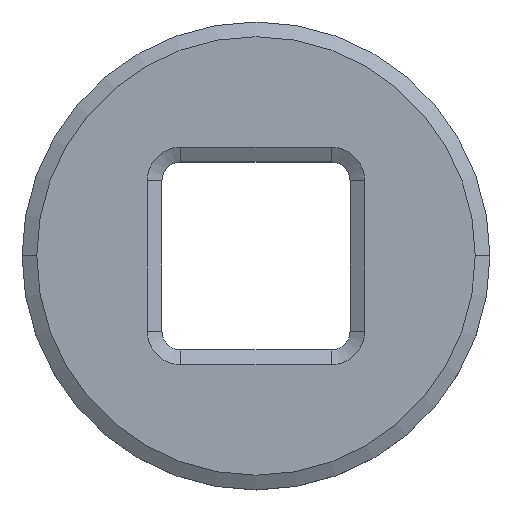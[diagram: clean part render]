
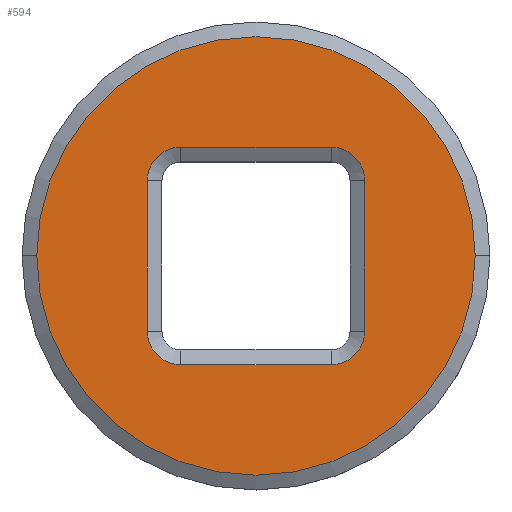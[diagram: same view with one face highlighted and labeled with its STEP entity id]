
A CAD part, top view. The second image highlights one B-rep face of the part: STEP entity #594.
In plain terms, the highlighted planar face has unit normal (0, 0, 1).
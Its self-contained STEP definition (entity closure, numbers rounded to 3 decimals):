
#48 = VERTEX_POINT ( 'NONE', #1153 ) ;
#73 = DIRECTION ( 'NONE',  ( 0., 0., 1. ) ) ;
#90 = VECTOR ( 'NONE', #865, 1000. ) ;
#92 = AXIS2_PLACEMENT_3D ( 'NONE', #952, #73, #320 ) ;
#94 = CIRCLE ( 'NONE', #1043, 1.135 ) ;
#114 = ORIENTED_EDGE ( 'NONE', *, *, #805, .T. ) ;
#137 = DIRECTION ( 'NONE',  ( -1., 0., 0. ) ) ;
#139 = DIRECTION ( 'NONE',  ( 0., 0., -1. ) ) ;
#150 = CARTESIAN_POINT ( 'NONE',  ( 0., 0., 2.294 ) ) ;
#174 = VERTEX_POINT ( 'NONE', #1275 ) ;
#175 = LINE ( 'NONE', #699, #858 ) ;
#188 = EDGE_CURVE ( 'NONE', #508, #354, #1402, .T. ) ;
#190 = EDGE_CURVE ( 'NONE', #252, #327, #620, .T. ) ;
#204 = CARTESIAN_POINT ( 'NONE',  ( -3.69, 0., 2.294 ) ) ;
#209 = CARTESIAN_POINT ( 'NONE',  ( 2.555, -3.69, 2.294 ) ) ;
#211 = DIRECTION ( 'NONE',  ( 0., 0., 1. ) ) ;
#218 = ORIENTED_EDGE ( 'NONE', *, *, #973, .T. ) ;
#221 = EDGE_CURVE ( 'NONE', #48, #508, #1506, .T. ) ;
#224 = VECTOR ( 'NONE', #1133, 1000. ) ;
#252 = VERTEX_POINT ( 'NONE', #512 ) ;
#285 = AXIS2_PLACEMENT_3D ( 'NONE', #1658, #1500, #590 ) ;
#311 = CIRCLE ( 'NONE', #285, 1.135 ) ;
#320 = DIRECTION ( 'NONE',  ( -1., 0., 0. ) ) ;
#327 = VERTEX_POINT ( 'NONE', #1564 ) ;
#354 = VERTEX_POINT ( 'NONE', #1321 ) ;
#355 = CARTESIAN_POINT ( 'NONE',  ( 3.69, 2.555, 2.294 ) ) ;
#374 = DIRECTION ( 'NONE',  ( -1., 0., 0. ) ) ;
#429 = ORIENTED_EDGE ( 'NONE', *, *, #190, .T. ) ;
#460 = EDGE_CURVE ( 'NONE', #174, #1220, #744, .T. ) ;
#480 = DIRECTION ( 'NONE',  ( -1., 0., 0. ) ) ;
#493 = CARTESIAN_POINT ( 'NONE',  ( 2.555, 2.555, 2.294 ) ) ;
#502 = EDGE_CURVE ( 'NONE', #1087, #252, #605, .T. ) ;
#508 = VERTEX_POINT ( 'NONE', #355 ) ;
#509 = CARTESIAN_POINT ( 'NONE',  ( -2.555, -3.69, 2.294 ) ) ;
#512 = CARTESIAN_POINT ( 'NONE',  ( -3.69, -2.555, 2.294 ) ) ;
#515 = EDGE_CURVE ( 'NONE', #1220, #174, #1563, .T. ) ;
#528 = ORIENTED_EDGE ( 'NONE', *, *, #460, .T. ) ;
#554 = AXIS2_PLACEMENT_3D ( 'NONE', #1525, #211, #1256 ) ;
#561 = EDGE_LOOP ( 'NONE', ( #733, #528 ) ) ;
#575 = DIRECTION ( 'NONE',  ( -1., 0., 0. ) ) ;
#590 = DIRECTION ( 'NONE',  ( -1., 0., 0. ) ) ;
#594 = ADVANCED_FACE ( 'NONE', ( #600, #982 ), #1398, .F. ) ;
#599 = ORIENTED_EDGE ( 'NONE', *, *, #1076, .T. ) ;
#600 = FACE_BOUND ( 'NONE', #944, .T. ) ;
#605 = CIRCLE ( 'NONE', #716, 1.135 ) ;
#620 = LINE ( 'NONE', #204, #224 ) ;
#699 = CARTESIAN_POINT ( 'NONE',  ( 0., -3.69, 2.294 ) ) ;
#716 = AXIS2_PLACEMENT_3D ( 'NONE', #1637, #864, #480 ) ;
#733 = ORIENTED_EDGE ( 'NONE', *, *, #515, .T. ) ;
#744 = CIRCLE ( 'NONE', #92, 7.437 ) ;
#783 = DIRECTION ( 'NONE',  ( 1., 0., 0. ) ) ;
#798 = CARTESIAN_POINT ( 'NONE',  ( -7.437, 0., 2.294 ) ) ;
#805 = EDGE_CURVE ( 'NONE', #995, #1087, #175, .T. ) ;
#858 = VECTOR ( 'NONE', #575, 1000. ) ;
#864 = DIRECTION ( 'NONE',  ( 0., 0., -1. ) ) ;
#865 = DIRECTION ( 'NONE',  ( 0., -1., 0. ) ) ;
#944 = EDGE_LOOP ( 'NONE', ( #1296, #429, #599, #1494, #1405, #997, #218, #114 ) ) ;
#952 = CARTESIAN_POINT ( 'NONE',  ( 0., 0., 2.294 ) ) ;
#973 = EDGE_CURVE ( 'NONE', #354, #995, #311, .T. ) ;
#982 = FACE_OUTER_BOUND ( 'NONE', #561, .T. ) ;
#995 = VERTEX_POINT ( 'NONE', #209 ) ;
#997 = ORIENTED_EDGE ( 'NONE', *, *, #188, .T. ) ;
#1001 = EDGE_CURVE ( 'NONE', #1380, #48, #1045, .T. ) ;
#1018 = DIRECTION ( 'NONE',  ( 0., 0., -1. ) ) ;
#1033 = CARTESIAN_POINT ( 'NONE',  ( -2.555, 3.69, 2.294 ) ) ;
#1035 = DIRECTION ( 'NONE',  ( 0., 0., -1. ) ) ;
#1043 = AXIS2_PLACEMENT_3D ( 'NONE', #1158, #1035, #137 ) ;
#1045 = LINE ( 'NONE', #1297, #1209 ) ;
#1076 = EDGE_CURVE ( 'NONE', #327, #1380, #94, .T. ) ;
#1087 = VERTEX_POINT ( 'NONE', #509 ) ;
#1133 = DIRECTION ( 'NONE',  ( 0., 1., 0. ) ) ;
#1153 = CARTESIAN_POINT ( 'NONE',  ( 2.555, 3.69, 2.294 ) ) ;
#1158 = CARTESIAN_POINT ( 'NONE',  ( -2.555, 2.555, 2.294 ) ) ;
#1209 = VECTOR ( 'NONE', #783, 1000. ) ;
#1220 = VERTEX_POINT ( 'NONE', #798 ) ;
#1256 = DIRECTION ( 'NONE',  ( -1., 0., 0. ) ) ;
#1275 = CARTESIAN_POINT ( 'NONE',  ( 7.437, 0., 2.294 ) ) ;
#1296 = ORIENTED_EDGE ( 'NONE', *, *, #502, .T. ) ;
#1297 = CARTESIAN_POINT ( 'NONE',  ( 0., 3.69, 2.294 ) ) ;
#1313 = AXIS2_PLACEMENT_3D ( 'NONE', #150, #139, #1442 ) ;
#1321 = CARTESIAN_POINT ( 'NONE',  ( 3.69, -2.555, 2.294 ) ) ;
#1380 = VERTEX_POINT ( 'NONE', #1033 ) ;
#1398 = PLANE ( 'NONE',  #1313 ) ;
#1402 = LINE ( 'NONE', #1638, #90 ) ;
#1405 = ORIENTED_EDGE ( 'NONE', *, *, #221, .T. ) ;
#1442 = DIRECTION ( 'NONE',  ( -1., 0., 0. ) ) ;
#1494 = ORIENTED_EDGE ( 'NONE', *, *, #1001, .T. ) ;
#1500 = DIRECTION ( 'NONE',  ( 0., 0., -1. ) ) ;
#1506 = CIRCLE ( 'NONE', #1612, 1.135 ) ;
#1525 = CARTESIAN_POINT ( 'NONE',  ( 0., 0., 2.294 ) ) ;
#1563 = CIRCLE ( 'NONE', #554, 7.437 ) ;
#1564 = CARTESIAN_POINT ( 'NONE',  ( -3.69, 2.555, 2.294 ) ) ;
#1612 = AXIS2_PLACEMENT_3D ( 'NONE', #493, #1018, #374 ) ;
#1637 = CARTESIAN_POINT ( 'NONE',  ( -2.555, -2.555, 2.294 ) ) ;
#1638 = CARTESIAN_POINT ( 'NONE',  ( 3.69, 0., 2.294 ) ) ;
#1658 = CARTESIAN_POINT ( 'NONE',  ( 2.555, -2.555, 2.294 ) ) ;
